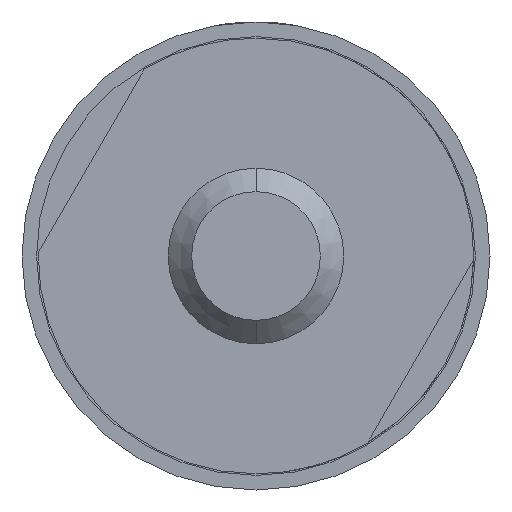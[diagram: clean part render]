
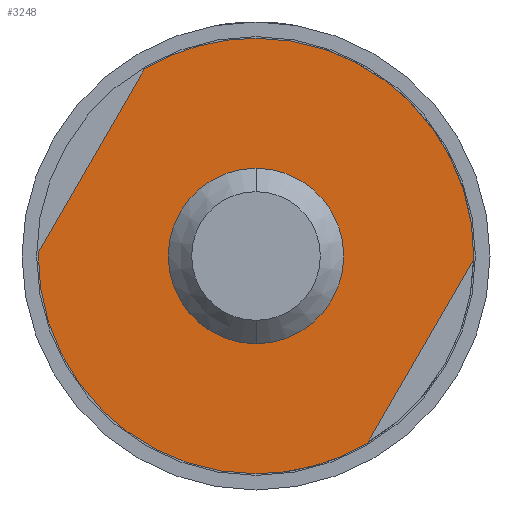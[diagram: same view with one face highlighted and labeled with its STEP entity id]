
A CAD part, front view. The second image highlights one B-rep face of the part: STEP entity #3248.
In plain terms, the highlighted planar face has unit normal (0, -1, 0).
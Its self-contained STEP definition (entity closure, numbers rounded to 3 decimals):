
#23 = FACE_OUTER_BOUND ( 'NONE', #2226, .T. ) ;
#35 = CARTESIAN_POINT ( 'NONE',  ( 0., -54., 0. ) ) ;
#59 = VERTEX_POINT ( 'NONE', #778 ) ;
#101 = CIRCLE ( 'NONE', #1588, 7.445 ) ;
#103 = ORIENTED_EDGE ( 'NONE', *, *, #1654, .F. ) ;
#113 = EDGE_CURVE ( 'Defeature ausgef�hrt3_18+Defeature ausgef�hrt3_17+Defeature ausgef�hrt3_29+Defeature ausgef�hrt3_27', #1071, #3368, #101, .T. ) ;
#221 = CARTESIAN_POINT ( 'NONE',  ( 0., -54., 0. ) ) ;
#327 = CARTESIAN_POINT ( 'NONE',  ( -4.879, -54., 4.549 ) ) ;
#379 = EDGE_CURVE ( 'Defeature ausgef�hrt3_18+Defeature ausgef�hrt3_17+Defeature ausgef�hrt3_29+Defeature ausgef�hrt3_27', #59, #1071, #3314, .T. ) ;
#431 = CARTESIAN_POINT ( 'NONE',  ( -3.814, -54., 6.394 ) ) ;
#469 = DIRECTION ( 'NONE',  ( 0., -1., 0. ) ) ;
#499 = CARTESIAN_POINT ( 'NONE',  ( 0., -54., 0. ) ) ;
#609 = DIRECTION ( 'NONE',  ( 0., 0., -1. ) ) ;
#626 = CARTESIAN_POINT ( 'NONE',  ( 0., -54., -3. ) ) ;
#645 = DIRECTION ( 'NONE',  ( -0.5, 0., -0.866 ) ) ;
#672 = AXIS2_PLACEMENT_3D ( 'NONE', #35, #2172, #2759 ) ;
#686 = ORIENTED_EDGE ( 'NONE', *, *, #113, .T. ) ;
#771 = CARTESIAN_POINT ( 'NONE',  ( 3.814, -54., -6.394 ) ) ;
#778 = CARTESIAN_POINT ( 'NONE',  ( 7.444, -54., -0.106 ) ) ;
#848 = EDGE_CURVE ( 'Defeature ausgef�hrt3_18+Defeature ausgef�hrt3_17+Defeature ausgef�hrt3_27+Defeature ausgef�hrt3_29', #1065, #3883, #2187, .T. ) ;
#895 = AXIS2_PLACEMENT_3D ( 'NONE', #2739, #1798, #609 ) ;
#934 = DIRECTION ( 'NONE',  ( 0., -1., 0. ) ) ;
#1065 = VERTEX_POINT ( 'NONE', #3280 ) ;
#1071 = VERTEX_POINT ( 'NONE', #3000 ) ;
#1161 = LINE ( 'NONE', #1512, #2938 ) ;
#1198 = ORIENTED_EDGE ( 'NONE', *, *, #1710, .T. ) ;
#1215 = CARTESIAN_POINT ( 'NONE',  ( 0., -54., 0. ) ) ;
#1277 = AXIS2_PLACEMENT_3D ( 'NONE', #1215, #1864, #1831 ) ;
#1465 = DIRECTION ( 'NONE',  ( 0., -1., 0. ) ) ;
#1512 = CARTESIAN_POINT ( 'NONE',  ( 6.379, -54., -1.951 ) ) ;
#1551 = PLANE ( 'NONE',  #2121 ) ;
#1588 = AXIS2_PLACEMENT_3D ( 'NONE', #499, #469, #2317 ) ;
#1654 = EDGE_CURVE ( 'Defeature ausgef�hrt3_0+Defeature ausgef�hrt3_18+Defeature ausgef�hrt3_18+Defeature ausgef�hrt3_18', #2001, #3343, #3772, .T. ) ;
#1710 = EDGE_CURVE ( 'Defeature ausgef�hrt3_18+Defeature ausgef�hrt3_17+Defeature ausgef�hrt3_27+Defeature ausgef�hrt3_29', #3433, #1065, #1931, .T. ) ;
#1720 = EDGE_CURVE ( 'Defeature ausgef�hrt3_29+Defeature ausgef�hrt3_18+Defeature ausgef�hrt3_17+Defeature ausgef�hrt3_17', #59, #3883, #1161, .T. ) ;
#1739 = DIRECTION ( 'NONE',  ( 0., 0., -1. ) ) ;
#1798 = DIRECTION ( 'NONE',  ( 0., -1., 0. ) ) ;
#1831 = DIRECTION ( 'NONE',  ( 0., 0., -1. ) ) ;
#1843 = CARTESIAN_POINT ( 'NONE',  ( 0., -54., 0. ) ) ;
#1864 = DIRECTION ( 'NONE',  ( 0., -1., 0. ) ) ;
#1880 = FACE_BOUND ( 'NONE', #2518, .T. ) ;
#1931 = CIRCLE ( 'NONE', #672, 7.445 ) ;
#2001 = VERTEX_POINT ( 'NONE', #626 ) ;
#2121 = AXIS2_PLACEMENT_3D ( 'NONE', #3387, #934, #2186 ) ;
#2129 = DIRECTION ( 'NONE',  ( 0., 0., -1. ) ) ;
#2172 = DIRECTION ( 'NONE',  ( 0., -1., 0. ) ) ;
#2186 = DIRECTION ( 'NONE',  ( 0., 0., -1. ) ) ;
#2187 = CIRCLE ( 'NONE', #895, 7.445 ) ;
#2213 = VECTOR ( 'NONE', #2777, 1000. ) ;
#2226 = EDGE_LOOP ( 'NONE', ( #3309, #2427, #686, #3414, #1198, #3158 ) ) ;
#2317 = DIRECTION ( 'NONE',  ( 0., 0., -1. ) ) ;
#2335 = EDGE_CURVE ( 'Defeature ausgef�hrt3_0+Defeature ausgef�hrt3_18+Defeature ausgef�hrt3_18+Defeature ausgef�hrt3_18', #3343, #2001, #3728, .T. ) ;
#2427 = ORIENTED_EDGE ( 'NONE', *, *, #379, .T. ) ;
#2518 = EDGE_LOOP ( 'NONE', ( #103, #2880 ) ) ;
#2698 = LINE ( 'NONE', #327, #2213 ) ;
#2739 = CARTESIAN_POINT ( 'NONE',  ( 0., -54., 0. ) ) ;
#2759 = DIRECTION ( 'NONE',  ( 0., 0., -1. ) ) ;
#2767 = AXIS2_PLACEMENT_3D ( 'NONE', #1843, #2782, #2129 ) ;
#2777 = DIRECTION ( 'NONE',  ( 0.5, 0., 0.866 ) ) ;
#2782 = DIRECTION ( 'NONE',  ( 0., -1., 0. ) ) ;
#2841 = CARTESIAN_POINT ( 'NONE',  ( -7.444, -54., 0.106 ) ) ;
#2880 = ORIENTED_EDGE ( 'NONE', *, *, #2335, .F. ) ;
#2938 = VECTOR ( 'NONE', #645, 1000. ) ;
#3000 = CARTESIAN_POINT ( 'NONE',  ( 0., -54., 7.445 ) ) ;
#3158 = ORIENTED_EDGE ( 'NONE', *, *, #848, .T. ) ;
#3218 = EDGE_CURVE ( 'Defeature ausgef�hrt3_27+Defeature ausgef�hrt3_18+Defeature ausgef�hrt3_17+Defeature ausgef�hrt3_17', #3433, #3368, #2698, .T. ) ;
#3248 = ADVANCED_FACE ( 'Defeature ausgef�hrt3_18', ( #23, #1880 ), #1551, .T. ) ;
#3280 = CARTESIAN_POINT ( 'NONE',  ( 0., -54., -7.445 ) ) ;
#3300 = AXIS2_PLACEMENT_3D ( 'NONE', #221, #1465, #1739 ) ;
#3309 = ORIENTED_EDGE ( 'NONE', *, *, #1720, .F. ) ;
#3314 = CIRCLE ( 'NONE', #2767, 7.445 ) ;
#3343 = VERTEX_POINT ( 'NONE', #3409 ) ;
#3368 = VERTEX_POINT ( 'NONE', #431 ) ;
#3387 = CARTESIAN_POINT ( 'NONE',  ( 3., -54., 0. ) ) ;
#3409 = CARTESIAN_POINT ( 'NONE',  ( 0., -54., 3. ) ) ;
#3414 = ORIENTED_EDGE ( 'NONE', *, *, #3218, .F. ) ;
#3433 = VERTEX_POINT ( 'NONE', #2841 ) ;
#3728 = CIRCLE ( 'NONE', #3300, 3. ) ;
#3772 = CIRCLE ( 'NONE', #1277, 3. ) ;
#3883 = VERTEX_POINT ( 'NONE', #771 ) ;
